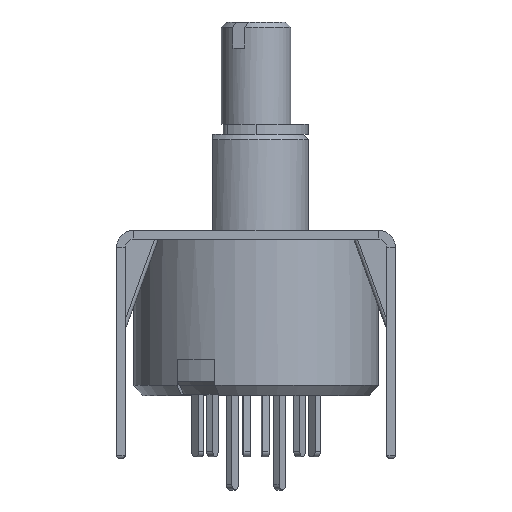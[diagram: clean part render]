
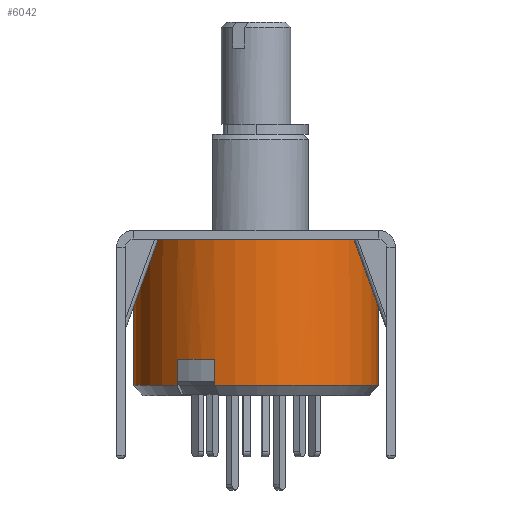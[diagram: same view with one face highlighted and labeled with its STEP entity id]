
A CAD part, front view. The second image highlights one B-rep face of the part: STEP entity #6042.
In plain terms, the highlighted cylindrical face has radius 7 mm (diameter 14 mm), a partial arc.
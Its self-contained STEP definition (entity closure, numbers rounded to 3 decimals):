
#19 = CARTESIAN_POINT ( 'NONE',  ( 7., 0., 0.95 ) ) ;
#28 = AXIS2_PLACEMENT_3D ( 'NONE', #7668, #1593, #3812 ) ;
#183 = EDGE_CURVE ( 'NONE', #7776, #9649, #7254, .T. ) ;
#190 = VECTOR ( 'NONE', #3225, 1000. ) ;
#463 = DIRECTION ( 'NONE',  ( -1., 0., 0. ) ) ;
#534 = CARTESIAN_POINT ( 'NONE',  ( 0., 0., 9. ) ) ;
#653 = CARTESIAN_POINT ( 'NONE',  ( -7., 0., -7.4 ) ) ;
#753 = CARTESIAN_POINT ( 'NONE',  ( 7., 0., -7.4 ) ) ;
#862 = AXIS2_PLACEMENT_3D ( 'NONE', #534, #4729, #463 ) ;
#1084 = CARTESIAN_POINT ( 'NONE',  ( -2.361, -6.59, -7.4 ) ) ;
#1245 = CARTESIAN_POINT ( 'NONE',  ( -2.361, -6.59, 9. ) ) ;
#1528 = CIRCLE ( 'NONE', #28, 7. ) ;
#1593 = DIRECTION ( 'NONE',  ( 0., 0., -1. ) ) ;
#1604 = VERTEX_POINT ( 'NONE', #8350 ) ;
#1985 = DIRECTION ( 'NONE',  ( 1., 0., 0. ) ) ;
#2289 = EDGE_CURVE ( 'NONE', #4246, #2803, #13094, .T. ) ;
#2374 = EDGE_CURVE ( 'NONE', #11481, #1604, #4052, .T. ) ;
#2803 = VERTEX_POINT ( 'NONE', #9315 ) ;
#3225 = DIRECTION ( 'NONE',  ( 0., 0., 1. ) ) ;
#3275 = ORIENTED_EDGE ( 'NONE', *, *, #10373, .T. ) ;
#3754 = EDGE_CURVE ( 'NONE', #2803, #10641, #12726, .T. ) ;
#3755 = EDGE_LOOP ( 'NONE', ( #12817, #11247, #5798, #11302, #8970, #3275, #10489, #12793 ) ) ;
#3812 = DIRECTION ( 'NONE',  ( 1., 0., 0. ) ) ;
#3827 = VERTEX_POINT ( 'NONE', #753 ) ;
#4052 = LINE ( 'NONE', #6379, #190 ) ;
#4132 = CARTESIAN_POINT ( 'NONE',  ( -4.526, -5.34, -7.4 ) ) ;
#4246 = VERTEX_POINT ( 'NONE', #19 ) ;
#4544 = AXIS2_PLACEMENT_3D ( 'NONE', #8129, #11251, #10149 ) ;
#4729 = DIRECTION ( 'NONE',  ( 0., 0., -1. ) ) ;
#4790 = LINE ( 'NONE', #9261, #12533 ) ;
#5096 = EDGE_CURVE ( 'NONE', #3827, #9649, #7475, .T. ) ;
#5494 = AXIS2_PLACEMENT_3D ( 'NONE', #6231, #10302, #1985 ) ;
#5535 = AXIS2_PLACEMENT_3D ( 'NONE', #7733, #10761, #13082 ) ;
#5798 = ORIENTED_EDGE ( 'NONE', *, *, #3754, .T. ) ;
#6042 = ADVANCED_FACE ( 'NONE', ( #11572 ), #8404, .T. ) ;
#6080 = VECTOR ( 'NONE', #6693, 1000. ) ;
#6231 = CARTESIAN_POINT ( 'NONE',  ( 0., 0., -7.4 ) ) ;
#6379 = CARTESIAN_POINT ( 'NONE',  ( -4.526, -5.34, 9. ) ) ;
#6650 = CARTESIAN_POINT ( 'NONE',  ( -2.361, -6.59, -5.9 ) ) ;
#6693 = DIRECTION ( 'NONE',  ( 0., 0., -1. ) ) ;
#7254 = LINE ( 'NONE', #1245, #11680 ) ;
#7475 = CIRCLE ( 'NONE', #5494, 7. ) ;
#7668 = CARTESIAN_POINT ( 'NONE',  ( 0., 0., -7.4 ) ) ;
#7733 = CARTESIAN_POINT ( 'NONE',  ( 0., 0., -5.9 ) ) ;
#7776 = VERTEX_POINT ( 'NONE', #6650 ) ;
#8129 = CARTESIAN_POINT ( 'NONE',  ( 0., 0., 0.95 ) ) ;
#8350 = CARTESIAN_POINT ( 'NONE',  ( -4.526, -5.34, -5.9 ) ) ;
#8404 = CYLINDRICAL_SURFACE ( 'NONE', #862, 7. ) ;
#8904 = EDGE_CURVE ( 'NONE', #4246, #3827, #4790, .T. ) ;
#8970 = ORIENTED_EDGE ( 'NONE', *, *, #2374, .T. ) ;
#9186 = DIRECTION ( 'NONE',  ( 0., 0., -1. ) ) ;
#9261 = CARTESIAN_POINT ( 'NONE',  ( 7., 0., 9. ) ) ;
#9315 = CARTESIAN_POINT ( 'NONE',  ( -7., 0., 0.95 ) ) ;
#9649 = VERTEX_POINT ( 'NONE', #1084 ) ;
#10149 = DIRECTION ( 'NONE',  ( -1., 0., 0. ) ) ;
#10302 = DIRECTION ( 'NONE',  ( 0., 0., -1. ) ) ;
#10332 = DIRECTION ( 'NONE',  ( 0., 0., -1. ) ) ;
#10373 = EDGE_CURVE ( 'NONE', #1604, #7776, #12964, .T. ) ;
#10489 = ORIENTED_EDGE ( 'NONE', *, *, #183, .T. ) ;
#10641 = VERTEX_POINT ( 'NONE', #653 ) ;
#10761 = DIRECTION ( 'NONE',  ( 0., 0., 1. ) ) ;
#10832 = EDGE_CURVE ( 'NONE', #11481, #10641, #1528, .T. ) ;
#11247 = ORIENTED_EDGE ( 'NONE', *, *, #2289, .T. ) ;
#11251 = DIRECTION ( 'NONE',  ( 0., 0., -1. ) ) ;
#11302 = ORIENTED_EDGE ( 'NONE', *, *, #10832, .F. ) ;
#11481 = VERTEX_POINT ( 'NONE', #4132 ) ;
#11572 = FACE_OUTER_BOUND ( 'NONE', #3755, .T. ) ;
#11680 = VECTOR ( 'NONE', #10332, 1000. ) ;
#12533 = VECTOR ( 'NONE', #9186, 1000. ) ;
#12726 = LINE ( 'NONE', #12756, #6080 ) ;
#12756 = CARTESIAN_POINT ( 'NONE',  ( -7., 0., 9. ) ) ;
#12793 = ORIENTED_EDGE ( 'NONE', *, *, #5096, .F. ) ;
#12817 = ORIENTED_EDGE ( 'NONE', *, *, #8904, .F. ) ;
#12964 = CIRCLE ( 'NONE', #5535, 7. ) ;
#13082 = DIRECTION ( 'NONE',  ( -1., 0., 0. ) ) ;
#13094 = CIRCLE ( 'NONE', #4544, 7. ) ;
